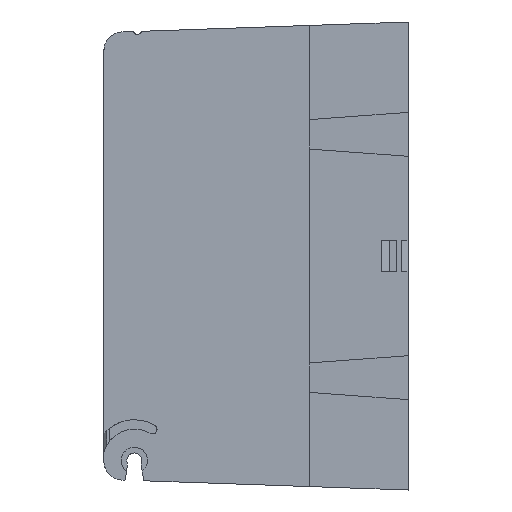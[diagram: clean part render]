
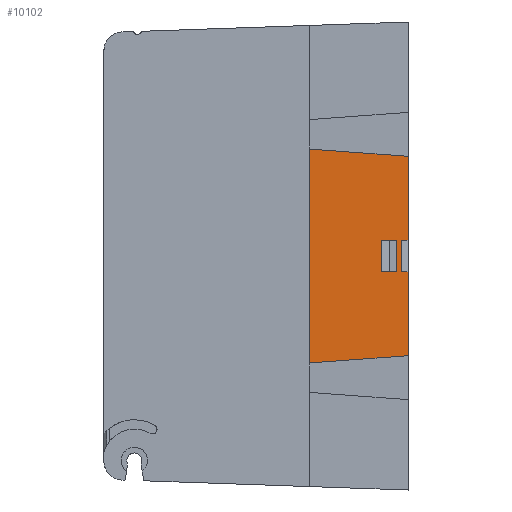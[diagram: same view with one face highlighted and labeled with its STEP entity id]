
A CAD part, left-side view. The second image highlights one B-rep face of the part: STEP entity #10102.
In plain terms, the highlighted planar face has unit normal (1, 0, 0).
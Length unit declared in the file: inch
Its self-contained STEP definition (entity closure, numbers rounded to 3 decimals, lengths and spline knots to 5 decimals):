
#440 = VECTOR ( 'NONE', #6849, 39.37008 ) ;
#846 = VECTOR ( 'NONE', #9247, 39.37008 ) ;
#1298 = CARTESIAN_POINT ( 'NONE',  ( -0.9242, -0.625, -1.14282 ) ) ;
#1431 = VECTOR ( 'NONE', #4579, 39.37008 ) ;
#2129 = ORIENTED_EDGE ( 'NONE', *, *, #4236, .F. ) ;
#2385 = CARTESIAN_POINT ( 'NONE',  ( -0.9242, -0.625, 0.17 ) ) ;
#2748 = ORIENTED_EDGE ( 'NONE', *, *, #7711, .F. ) ;
#2814 = CARTESIAN_POINT ( 'NONE',  ( -0.9242, -1.605, -0.17 ) ) ;
#2879 = VECTOR ( 'NONE', #10358, 39.37008 ) ;
#3246 = LINE ( 'NONE', #4966, #9946 ) ;
#3743 = CARTESIAN_POINT ( 'NONE',  ( -0.9242, -1.675, 1.065 ) ) ;
#3819 = VERTEX_POINT ( 'NONE', #8828 ) ;
#3919 = ORIENTED_EDGE ( 'NONE', *, *, #8846, .F. ) ;
#3985 = CARTESIAN_POINT ( 'NONE',  ( -0.9242, -1.555, -0.17 ) ) ;
#4212 = VECTOR ( 'NONE', #8064, 39.37008 ) ;
#4236 = EDGE_CURVE ( 'NONE', #10901, #14056, #14914, .T. ) ;
#4284 = CARTESIAN_POINT ( 'NONE',  ( -0.9242, -0.625, -1.14282 ) ) ;
#4300 = AXIS2_PLACEMENT_3D ( 'NONE', #13600, #6943, #16176 ) ;
#4440 = LINE ( 'NONE', #9077, #11181 ) ;
#4579 = DIRECTION ( 'NONE',  ( 0., 1., 0. ) ) ;
#4814 = VERTEX_POINT ( 'NONE', #8801 ) ;
#4929 = EDGE_CURVE ( 'NONE', #15150, #7628, #8272, .T. ) ;
#4966 = CARTESIAN_POINT ( 'NONE',  ( -0.9242, -1.555, -2.21333 ) ) ;
#5052 = DIRECTION ( 'NONE',  ( 0., 0.997, 0.074 ) ) ;
#5286 = CARTESIAN_POINT ( 'NONE',  ( -0.9242, -1.3934, -0.17 ) ) ;
#5427 = EDGE_CURVE ( 'NONE', #14147, #16781, #3246, .T. ) ;
#5431 = ORIENTED_EDGE ( 'NONE', *, *, #14418, .F. ) ;
#5835 = VECTOR ( 'NONE', #6028, 39.37008 ) ;
#6028 = DIRECTION ( 'NONE',  ( 0., 0., 1. ) ) ;
#6033 = ORIENTED_EDGE ( 'NONE', *, *, #6577, .F. ) ;
#6273 = LINE ( 'NONE', #12708, #5835 ) ;
#6577 = EDGE_CURVE ( 'NONE', #3819, #14147, #13925, .T. ) ;
#6849 = DIRECTION ( 'NONE',  ( 0., 0., -1. ) ) ;
#6943 = DIRECTION ( 'NONE',  ( -1., 0., 0. ) ) ;
#7535 = ORIENTED_EDGE ( 'NONE', *, *, #16909, .F. ) ;
#7628 = VERTEX_POINT ( 'NONE', #10072 ) ;
#7632 = EDGE_CURVE ( 'NONE', #16781, #14309, #8894, .T. ) ;
#7684 = CARTESIAN_POINT ( 'NONE',  ( -0.9242, -0.625, -0.17 ) ) ;
#7711 = EDGE_CURVE ( 'NONE', #9272, #4814, #4440, .T. ) ;
#7914 = EDGE_LOOP ( 'NONE', ( #16854, #3919, #2129, #7535, #12372, #5431, #8405, #2748 ) ) ;
#8064 = DIRECTION ( 'NONE',  ( 0., 0., 1. ) ) ;
#8205 = CARTESIAN_POINT ( 'NONE',  ( -0.9242, -0.625, -4.87979 ) ) ;
#8272 = LINE ( 'NONE', #3743, #14895 ) ;
#8405 = ORIENTED_EDGE ( 'NONE', *, *, #15074, .F. ) ;
#8700 = CARTESIAN_POINT ( 'NONE',  ( -0.9242, -1.675, 1.065 ) ) ;
#8801 = CARTESIAN_POINT ( 'NONE',  ( -0.9242, -1.605, 0.17 ) ) ;
#8828 = CARTESIAN_POINT ( 'NONE',  ( -0.9242, -1.3934, 0.17 ) ) ;
#8846 = EDGE_CURVE ( 'NONE', #14056, #12521, #6273, .T. ) ;
#8894 = LINE ( 'NONE', #14062, #1431 ) ;
#9024 = CARTESIAN_POINT ( 'NONE',  ( -0.9242, -1.555, 0.17 ) ) ;
#9066 = DIRECTION ( 'NONE',  ( 0., 0., -1. ) ) ;
#9077 = CARTESIAN_POINT ( 'NONE',  ( -0.9242, -1.605, -2.21333 ) ) ;
#9247 = DIRECTION ( 'NONE',  ( 0., -0.997, 0.074 ) ) ;
#9272 = VERTEX_POINT ( 'NONE', #2814 ) ;
#9410 = CARTESIAN_POINT ( 'NONE',  ( -0.9242, -1.675, 0.17 ) ) ;
#9431 = CARTESIAN_POINT ( 'NONE',  ( -0.9242, -1.675, -2.25 ) ) ;
#9604 = LINE ( 'NONE', #13948, #12698 ) ;
#9946 = VECTOR ( 'NONE', #9066, 39.37008 ) ;
#10072 = CARTESIAN_POINT ( 'NONE',  ( -0.9242, -0.625, 1.14282 ) ) ;
#10102 = ADVANCED_FACE ( 'NONE', ( #11278, #10867 ), #14892, .F. ) ;
#10104 = VECTOR ( 'NONE', #14734, 39.37008 ) ;
#10158 = CARTESIAN_POINT ( 'NONE',  ( -0.9242, -1.675, -0.17 ) ) ;
#10241 = CARTESIAN_POINT ( 'NONE',  ( -0.9242, -1.675, -1.065 ) ) ;
#10296 = VERTEX_POINT ( 'NONE', #9410 ) ;
#10358 = DIRECTION ( 'NONE',  ( 0., -1., 0. ) ) ;
#10542 = LINE ( 'NONE', #13424, #10104 ) ;
#10867 = FACE_OUTER_BOUND ( 'NONE', #7914, .T. ) ;
#10901 = VERTEX_POINT ( 'NONE', #4284 ) ;
#11094 = VECTOR ( 'NONE', #14327, 39.37008 ) ;
#11181 = VECTOR ( 'NONE', #16973, 39.37008 ) ;
#11278 = FACE_BOUND ( 'NONE', #15446, .T. ) ;
#11445 = EDGE_CURVE ( 'NONE', #14309, #3819, #10542, .T. ) ;
#11509 = LINE ( 'NONE', #7684, #11094 ) ;
#11759 = ORIENTED_EDGE ( 'NONE', *, *, #5427, .F. ) ;
#12372 = ORIENTED_EDGE ( 'NONE', *, *, #4929, .F. ) ;
#12521 = VERTEX_POINT ( 'NONE', #10158 ) ;
#12698 = VECTOR ( 'NONE', #15225, 39.37008 ) ;
#12708 = CARTESIAN_POINT ( 'NONE',  ( -0.9242, -1.675, -2.25 ) ) ;
#13237 = LINE ( 'NONE', #9431, #4212 ) ;
#13413 = EDGE_CURVE ( 'NONE', #12521, #9272, #11509, .T. ) ;
#13424 = CARTESIAN_POINT ( 'NONE',  ( -0.9242, -1.3934, -2.21333 ) ) ;
#13600 = CARTESIAN_POINT ( 'NONE',  ( -0.9242, -0.625, -2.21333 ) ) ;
#13691 = LINE ( 'NONE', #8205, #440 ) ;
#13925 = LINE ( 'NONE', #2385, #2879 ) ;
#13948 = CARTESIAN_POINT ( 'NONE',  ( -0.9242, -0.625, 0.17 ) ) ;
#14056 = VERTEX_POINT ( 'NONE', #10241 ) ;
#14062 = CARTESIAN_POINT ( 'NONE',  ( -0.9242, -0.625, -0.17 ) ) ;
#14147 = VERTEX_POINT ( 'NONE', #9024 ) ;
#14309 = VERTEX_POINT ( 'NONE', #5286 ) ;
#14327 = DIRECTION ( 'NONE',  ( 0., 1., 0. ) ) ;
#14418 = EDGE_CURVE ( 'NONE', #10296, #15150, #13237, .T. ) ;
#14734 = DIRECTION ( 'NONE',  ( 0., 0., 1. ) ) ;
#14892 = PLANE ( 'NONE',  #4300 ) ;
#14895 = VECTOR ( 'NONE', #5052, 39.37008 ) ;
#14914 = LINE ( 'NONE', #1298, #846 ) ;
#15074 = EDGE_CURVE ( 'NONE', #4814, #10296, #9604, .T. ) ;
#15150 = VERTEX_POINT ( 'NONE', #8700 ) ;
#15225 = DIRECTION ( 'NONE',  ( 0., -1., 0. ) ) ;
#15446 = EDGE_LOOP ( 'NONE', ( #16360, #11759, #6033, #15920 ) ) ;
#15920 = ORIENTED_EDGE ( 'NONE', *, *, #11445, .F. ) ;
#16176 = DIRECTION ( 'NONE',  ( 0., 0., 1. ) ) ;
#16360 = ORIENTED_EDGE ( 'NONE', *, *, #7632, .F. ) ;
#16781 = VERTEX_POINT ( 'NONE', #3985 ) ;
#16854 = ORIENTED_EDGE ( 'NONE', *, *, #13413, .F. ) ;
#16909 = EDGE_CURVE ( 'NONE', #7628, #10901, #13691, .T. ) ;
#16973 = DIRECTION ( 'NONE',  ( 0., 0., 1. ) ) ;
